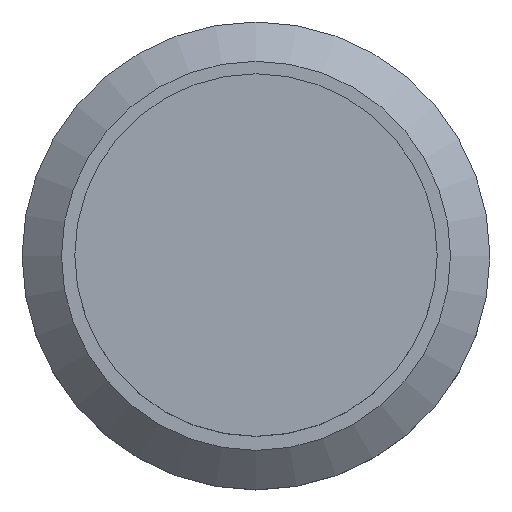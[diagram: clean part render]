
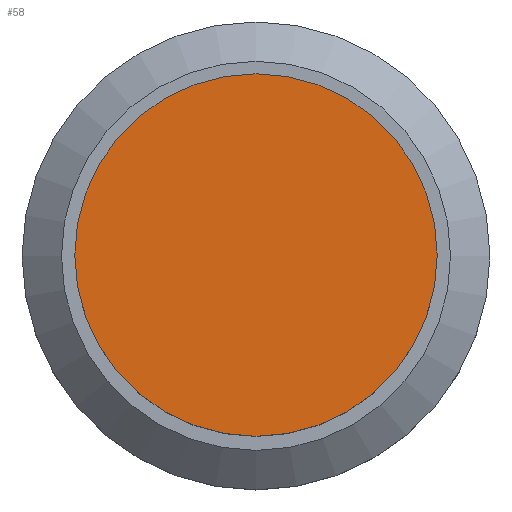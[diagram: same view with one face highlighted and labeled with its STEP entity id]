
A CAD part, top view. The second image highlights one B-rep face of the part: STEP entity #58.
In plain terms, the highlighted planar face has unit normal (0, 0, 1).
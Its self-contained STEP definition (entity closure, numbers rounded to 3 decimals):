
#58=ADVANCED_FACE('',(#175),#177,.T.);
#175=FACE_BOUND('',#176,.T.);
#176=EDGE_LOOP('',(#288));
#177=PLANE('',#178);
#178=AXIS2_PLACEMENT_3D('',#179,#180,#181);
#179=CARTESIAN_POINT('',(0.,0.,5.94));
#180=DIRECTION('',(0.,0.,1.));
#181=DIRECTION('',(1.,0.,0.));
#288=ORIENTED_EDGE('',*,*,#312,.T.);
#312=EDGE_CURVE('',#324,#324,#325,.T.);
#324=VERTEX_POINT('',#348);
#325=CIRCLE('',#349,1.84);
#348=CARTESIAN_POINT('',(1.84,0.,5.94));
#349=AXIS2_PLACEMENT_3D('',#350,#351,#352);
#350=CARTESIAN_POINT('',(0.,0.,5.94));
#351=DIRECTION('',(0.,0.,1.));
#352=DIRECTION('',(1.,0.,0.));
